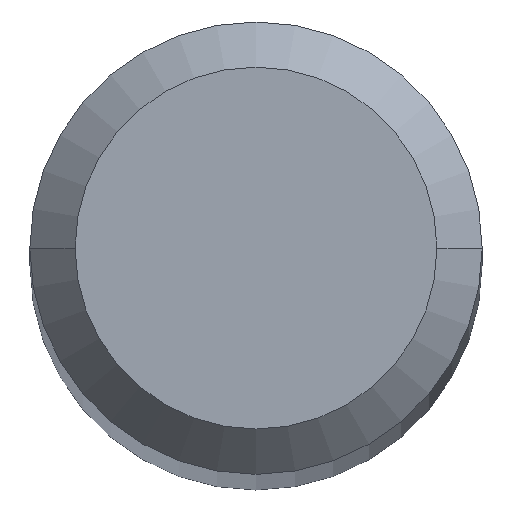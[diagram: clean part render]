
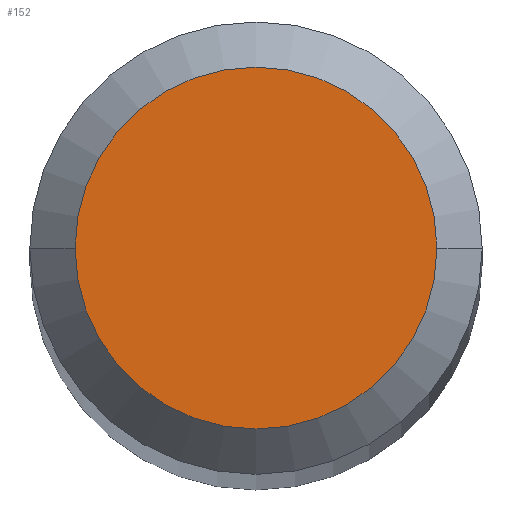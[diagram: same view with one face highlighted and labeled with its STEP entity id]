
A CAD part, top view. The second image highlights one B-rep face of the part: STEP entity #152.
In plain terms, the highlighted planar face has unit normal (0, 0, 1).
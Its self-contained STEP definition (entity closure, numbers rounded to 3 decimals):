
#1 = CARTESIAN_POINT ( 'NONE',  ( -4., 0., 0. ) ) ;
#5 = VERTEX_POINT ( 'NONE', #1 ) ;
#15 = VERTEX_POINT ( 'NONE', #94 ) ;
#21 = ORIENTED_EDGE ( 'NONE', *, *, #138, .T. ) ;
#29 = ORIENTED_EDGE ( 'NONE', *, *, #131, .T. ) ;
#51 = EDGE_LOOP ( 'NONE', ( #29, #21 ) ) ;
#63 = CIRCLE ( 'NONE', #136, 4. ) ;
#70 = CIRCLE ( 'NONE', #123, 4. ) ;
#76 = FACE_OUTER_BOUND ( 'NONE', #51, .T. ) ;
#94 = CARTESIAN_POINT ( 'NONE',  ( 4., 0., 0. ) ) ;
#123 = AXIS2_PLACEMENT_3D ( 'NONE', #188, #184, #163 ) ;
#131 = EDGE_CURVE ( 'NONE', #5, #15, #70, .T. ) ;
#136 = AXIS2_PLACEMENT_3D ( 'NONE', #173, #171, #177 ) ;
#138 = EDGE_CURVE ( 'NONE', #15, #5, #63, .T. ) ;
#142 = AXIS2_PLACEMENT_3D ( 'NONE', #200, #235, #216 ) ;
#152 = ADVANCED_FACE ( 'NONE', ( #76 ), #230, .T. ) ;
#163 = DIRECTION ( 'NONE',  ( 1., 0., 0. ) ) ;
#171 = DIRECTION ( 'NONE',  ( 0., 0., 1. ) ) ;
#173 = CARTESIAN_POINT ( 'NONE',  ( 0., 0., 0. ) ) ;
#177 = DIRECTION ( 'NONE',  ( 1., 0., 0. ) ) ;
#184 = DIRECTION ( 'NONE',  ( 0., 0., 1. ) ) ;
#188 = CARTESIAN_POINT ( 'NONE',  ( 0., 0., 0. ) ) ;
#200 = CARTESIAN_POINT ( 'NONE',  ( 0., 0., 0. ) ) ;
#216 = DIRECTION ( 'NONE',  ( 1., 0., 0. ) ) ;
#230 = PLANE ( 'NONE',  #142 ) ;
#235 = DIRECTION ( 'NONE',  ( 0., 0., 1. ) ) ;
